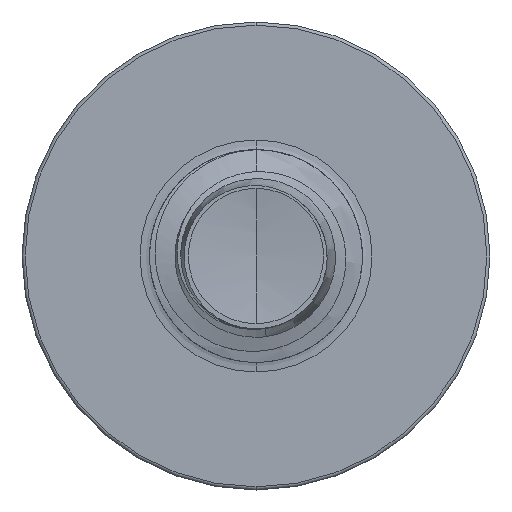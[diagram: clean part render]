
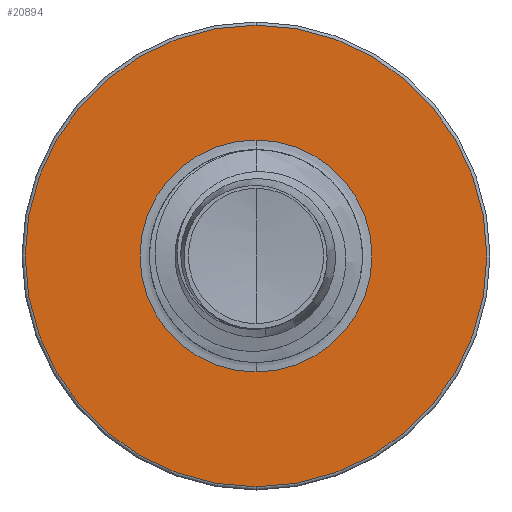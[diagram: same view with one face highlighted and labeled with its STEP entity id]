
A CAD part, front view. The second image highlights one B-rep face of the part: STEP entity #20894.
In plain terms, the highlighted planar face has unit normal (0, -1, 0).
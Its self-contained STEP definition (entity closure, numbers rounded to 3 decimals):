
#86 = CARTESIAN_POINT ( 'NONE',  ( 0., 9., -2.712 ) ) ;
#1195 = DIRECTION ( 'NONE',  ( 0., 0., 1. ) ) ;
#1288 = DIRECTION ( 'NONE',  ( 0., 1., 0. ) ) ;
#1302 = CARTESIAN_POINT ( 'NONE',  ( 0., 9., 0. ) ) ;
#2328 = ORIENTED_EDGE ( 'NONE', *, *, #21190, .T. ) ;
#3545 = ORIENTED_EDGE ( 'NONE', *, *, #11831, .F. ) ;
#4062 = EDGE_LOOP ( 'NONE', ( #2328, #19289 ) ) ;
#5761 = DIRECTION ( 'NONE',  ( 0., 0., 1. ) ) ;
#5809 = DIRECTION ( 'NONE',  ( 0., 1., 0. ) ) ;
#5842 = CARTESIAN_POINT ( 'NONE',  ( 0., 9., 0. ) ) ;
#6084 = CARTESIAN_POINT ( 'NONE',  ( 0., 9., 1.363 ) ) ;
#6198 = ORIENTED_EDGE ( 'NONE', *, *, #21522, .F. ) ;
#6202 = AXIS2_PLACEMENT_3D ( 'NONE', #1302, #1288, #1195 ) ;
#6307 = EDGE_LOOP ( 'NONE', ( #3545, #6198 ) ) ;
#8739 = EDGE_CURVE ( 'NONE', #17469, #21214, #13549, .T. ) ;
#9003 = DIRECTION ( 'NONE',  ( 0., 0., 1. ) ) ;
#9007 = DIRECTION ( 'NONE',  ( 0., 1., 0. ) ) ;
#9052 = CARTESIAN_POINT ( 'NONE',  ( 0., 9., 0. ) ) ;
#9730 = DIRECTION ( 'NONE',  ( 0., 0., 1. ) ) ;
#9739 = DIRECTION ( 'NONE',  ( 0., 1., 0. ) ) ;
#9819 = CARTESIAN_POINT ( 'NONE',  ( 0., 9., -1.363 ) ) ;
#9849 = PLANE ( 'NONE',  #19181 ) ;
#10566 = CARTESIAN_POINT ( 'NONE',  ( 0., 9., -1.363 ) ) ;
#10847 = VERTEX_POINT ( 'NONE', #86 ) ;
#11547 = AXIS2_PLACEMENT_3D ( 'NONE', #16227, #16215, #16101 ) ;
#11831 = EDGE_CURVE ( 'NONE', #16173, #10847, #15031, .T. ) ;
#13549 = CIRCLE ( 'NONE', #20808, 1.363 ) ;
#15031 = CIRCLE ( 'NONE', #6202, 2.713 ) ;
#16101 = DIRECTION ( 'NONE',  ( 0., 0., 1. ) ) ;
#16173 = VERTEX_POINT ( 'NONE', #17422 ) ;
#16215 = DIRECTION ( 'NONE',  ( 0., 1., 0. ) ) ;
#16227 = CARTESIAN_POINT ( 'NONE',  ( 0., 9., 0. ) ) ;
#16476 = AXIS2_PLACEMENT_3D ( 'NONE', #5842, #5809, #5761 ) ;
#17422 = CARTESIAN_POINT ( 'NONE',  ( 0., 9., 2.713 ) ) ;
#17469 = VERTEX_POINT ( 'NONE', #10566 ) ;
#18500 = CIRCLE ( 'NONE', #16476, 1.363 ) ;
#19181 = AXIS2_PLACEMENT_3D ( 'NONE', #9819, #9739, #9730 ) ;
#19289 = ORIENTED_EDGE ( 'NONE', *, *, #8739, .T. ) ;
#20618 = FACE_BOUND ( 'NONE', #4062, .T. ) ;
#20808 = AXIS2_PLACEMENT_3D ( 'NONE', #9052, #9007, #9003 ) ;
#20894 = ADVANCED_FACE ( 'NONE', ( #22291, #20618 ), #9849, .F. ) ;
#21190 = EDGE_CURVE ( 'NONE', #21214, #17469, #18500, .T. ) ;
#21214 = VERTEX_POINT ( 'NONE', #6084 ) ;
#21522 = EDGE_CURVE ( 'NONE', #10847, #16173, #24031, .T. ) ;
#22291 = FACE_OUTER_BOUND ( 'NONE', #6307, .T. ) ;
#24031 = CIRCLE ( 'NONE', #11547, 2.713 ) ;
